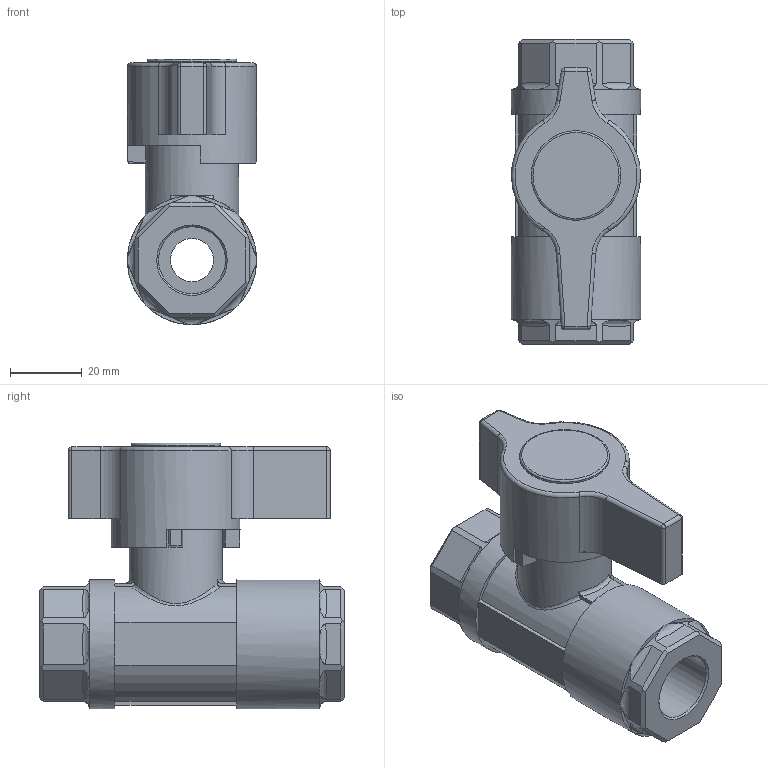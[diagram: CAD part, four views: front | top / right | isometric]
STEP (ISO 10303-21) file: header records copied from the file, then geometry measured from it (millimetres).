
FILE_DESCRIPTION(/* description */ ('Unknown','CAx-IF Rec.Pracs.---Representation and Presentation of Product Manufacturing Information (PMI)---4.0---2014-10-13','CAx-IF Rec.Pracs.---3D Tessellated Geometry---0.4---2014-09-14','2;1'),/* implementation_level */ '2;1');
FILE_NAME(/* name */ '814-04',/* time_stamp */ '2024-02-19T13:21:45+01:00',/* author */ ('Unknown'),/* organization */ ('Unknown'),/* preprocessor_version */ 'ST-DEVELOPER v18.102',/* originating_system */ 'Solid Edge',/* authorisation */ 'Unknown');
FILE_SCHEMA (('AP242_MANAGED_MODEL_BASED_3D_ENGINEERING_MIM_LF { 1 0 10303 442 1 1 4 }'));
Length unit declared in the file: millimetre
Products named in the file (3): 2.520.015; Flügelgriff 012_015
Assembly tree (2 placements, depth 2):
  2.520.015
    2.520.015
    Flügelgriff 012_015
Bounding box: 36 x 85 x 74 mm (x, y, z)
Volume: 106700.4 mm3; surface area: 23900.8 mm2
Topology: 2 solids, 2 shells, 189 faces, 453 edges, 273 vertices
Faces by surface type: plane 129, cylinder 27, bspline 18, torus 9, sphere 4, cone 2
Full cylindrical faces by diameter (mm): 12 x1, 18.631 x2, 25 x1, 26 x1, 28 x1, 36 x3
Entity records: 6936 total; most frequent: CARTESIAN_POINT 1702, ORIENTED_EDGE 866, DIRECTION 852, EDGE_CURVE 433, AXIS2_PLACEMENT_3D 303, VERTEX_POINT 265, LINE 246, VECTOR 246
